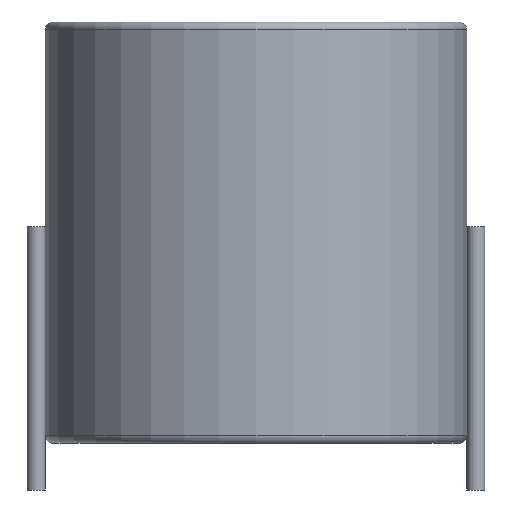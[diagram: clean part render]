
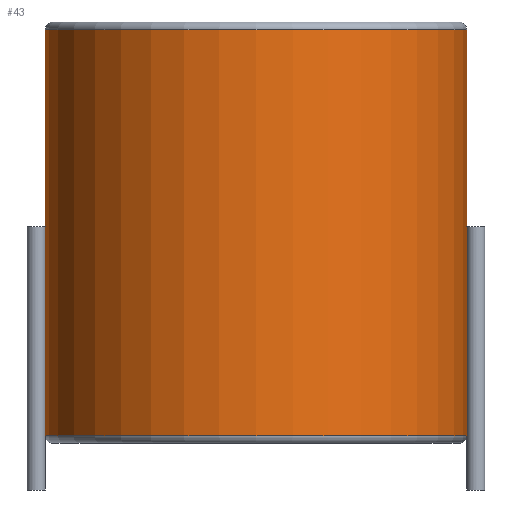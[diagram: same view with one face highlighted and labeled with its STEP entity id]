
A CAD part, front view. The second image highlights one B-rep face of the part: STEP entity #43.
In plain terms, the highlighted cylindrical face has radius 14 mm (diameter 28 mm), a full revolution.
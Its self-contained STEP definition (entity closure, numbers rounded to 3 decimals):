
#13=DIRECTION('',(0.,0.,1.));
#22=VERTEX_POINT('',#23);
#23=CARTESIAN_POINT('',(28.6,0.,27.6));
#30=DIRECTION('',(1.,0.,0.));
#31=ORIENTED_EDGE('',*,*,#32,.T.);
#32=EDGE_CURVE('',#22,#22,#33,.T.);
#33=CIRCLE('',#34,14.);
#34=AXIS2_PLACEMENT_3D('',#35,#13,#30);
#35=CARTESIAN_POINT('',(14.6,0.,27.6));
#43=ADVANCED_FACE('',(#44),#68,.T.);
#44=FACE_BOUND('',#45,.F.);
#45=EDGE_LOOP('',(#46,#55,#62,#31,#64,#65,#66));
#46=ORIENTED_EDGE('',*,*,#47,.F.);
#47=EDGE_CURVE('',#48,#50,#52,.T.);
#48=VERTEX_POINT('',#49);
#49=CARTESIAN_POINT('',(28.6,0.,0.6));
#50=VERTEX_POINT('',#51);
#51=CARTESIAN_POINT('',(0.6,0.,0.6));
#52=CIRCLE('',#53,14.);
#53=AXIS2_PLACEMENT_3D('',#54,#13,#30);
#54=CARTESIAN_POINT('',(14.6,0.,0.6));
#55=ORIENTED_EDGE('',*,*,#56,.T.);
#56=EDGE_CURVE('',#48,#57,#59,.T.);
#57=VERTEX_POINT('',#58);
#58=CARTESIAN_POINT('',(28.6,0.,14.5));
#59=LINE('',#60,#61);
#60=CARTESIAN_POINT('',(28.6,0.,0.1));
#61=VECTOR('',#13,1.);
#62=ORIENTED_EDGE('',*,*,#63,.T.);
#63=EDGE_CURVE('',#57,#22,#59,.T.);
#64=ORIENTED_EDGE('',*,*,#63,.F.);
#65=ORIENTED_EDGE('',*,*,#56,.F.);
#66=ORIENTED_EDGE('',*,*,#67,.F.);
#67=EDGE_CURVE('',#50,#48,#52,.T.);
#68=CYLINDRICAL_SURFACE('',#69,14.);
#69=AXIS2_PLACEMENT_3D('',#70,#71,#30);
#70=CARTESIAN_POINT('',(14.6,0.,0.1));
#71=DIRECTION('',(0.,0.,-1.));
